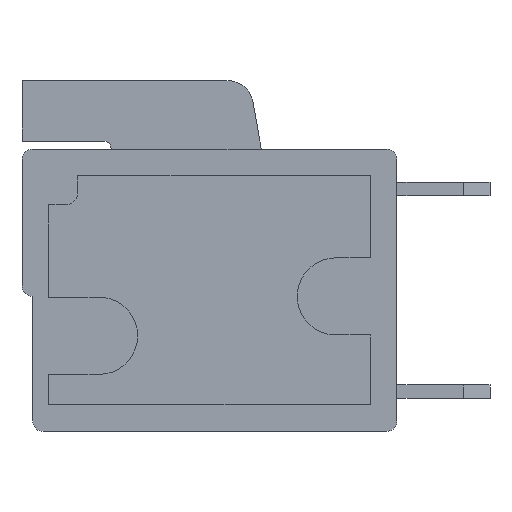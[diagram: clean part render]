
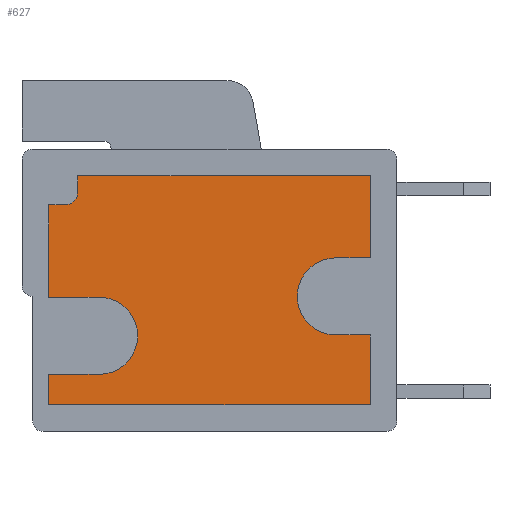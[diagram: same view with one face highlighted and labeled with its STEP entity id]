
A CAD part, left-side view. The second image highlights one B-rep face of the part: STEP entity #627.
In plain terms, the highlighted planar face has unit normal (-1, 0, 0).
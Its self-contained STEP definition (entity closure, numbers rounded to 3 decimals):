
#83 = AXIS2_PLACEMENT_3D ( 'NONE', #618, #4746, #99 ) ;
#95 = CARTESIAN_POINT ( 'NONE',  ( 1.5, 0., -8.15 ) ) ;
#99 = DIRECTION ( 'NONE',  ( 0., 0., 1. ) ) ;
#195 = VERTEX_POINT ( 'NONE', #2431 ) ;
#200 = LINE ( 'NONE', #1618, #2728 ) ;
#209 = VERTEX_POINT ( 'NONE', #829 ) ;
#212 = CARTESIAN_POINT ( 'NONE',  ( 1.5, 0., -12.2 ) ) ;
#269 = VECTOR ( 'NONE', #5355, 1000. ) ;
#288 = ORIENTED_EDGE ( 'NONE', *, *, #2507, .F. ) ;
#364 = VERTEX_POINT ( 'NONE', #1328 ) ;
#519 = ORIENTED_EDGE ( 'NONE', *, *, #3355, .F. ) ;
#547 = VERTEX_POINT ( 'NONE', #3362 ) ;
#549 = ORIENTED_EDGE ( 'NONE', *, *, #3835, .F. ) ;
#555 = DIRECTION ( 'NONE',  ( 1., 0., 0. ) ) ;
#566 = LINE ( 'NONE', #1002, #2520 ) ;
#618 = CARTESIAN_POINT ( 'NONE',  ( 1.5, 11.2, -9.6 ) ) ;
#627 = ADVANCED_FACE ( 'NONE', ( #905 ), #4219, .T. ) ;
#676 = LINE ( 'NONE', #1929, #3388 ) ;
#715 = CARTESIAN_POINT ( 'NONE',  ( 1.5, 12., -4.18 ) ) ;
#754 = CARTESIAN_POINT ( 'NONE',  ( 1.5, 1., 0. ) ) ;
#829 = CARTESIAN_POINT ( 'NONE',  ( 1.5, 12.5, -4.68 ) ) ;
#893 = VECTOR ( 'NONE', #2453, 1000. ) ;
#905 = FACE_OUTER_BOUND ( 'NONE', #5305, .T. ) ;
#912 = VERTEX_POINT ( 'NONE', #2814 ) ;
#919 = ORIENTED_EDGE ( 'NONE', *, *, #2612, .F. ) ;
#956 = DIRECTION ( 'NONE',  ( 0., -1., 0. ) ) ;
#1001 = VERTEX_POINT ( 'NONE', #2207 ) ;
#1002 = CARTESIAN_POINT ( 'NONE',  ( 1.5, 0., -11.05 ) ) ;
#1069 = VECTOR ( 'NONE', #4370, 1000. ) ;
#1121 = LINE ( 'NONE', #1946, #2974 ) ;
#1164 = VERTEX_POINT ( 'NONE', #4060 ) ;
#1169 = ORIENTED_EDGE ( 'NONE', *, *, #1610, .T. ) ;
#1276 = CARTESIAN_POINT ( 'NONE',  ( 1.5, 13.1, -12.2 ) ) ;
#1328 = CARTESIAN_POINT ( 'NONE',  ( 1.5, 13.1, -11.05 ) ) ;
#1337 = VECTOR ( 'NONE', #4692, 1000. ) ;
#1344 = DIRECTION ( 'NONE',  ( -1., 0., 0. ) ) ;
#1418 = VERTEX_POINT ( 'NONE', #2668 ) ;
#1465 = VERTEX_POINT ( 'NONE', #4289 ) ;
#1507 = EDGE_CURVE ( 'NONE', #1418, #1164, #1121, .T. ) ;
#1527 = VECTOR ( 'NONE', #4089, 1000. ) ;
#1563 = ORIENTED_EDGE ( 'NONE', *, *, #4810, .T. ) ;
#1584 = CARTESIAN_POINT ( 'NONE',  ( 1.5, 0., -3.58 ) ) ;
#1610 = EDGE_CURVE ( 'NONE', #1001, #4549, #1785, .T. ) ;
#1618 = CARTESIAN_POINT ( 'NONE',  ( 1.5, 0., -4.68 ) ) ;
#1624 = VECTOR ( 'NONE', #1670, 1000. ) ;
#1645 = VERTEX_POINT ( 'NONE', #4572 ) ;
#1670 = DIRECTION ( 'NONE',  ( 0., -1., 0. ) ) ;
#1764 = VECTOR ( 'NONE', #956, 1000. ) ;
#1767 = DIRECTION ( 'NONE',  ( 0., 0., 1. ) ) ;
#1785 = LINE ( 'NONE', #95, #1624 ) ;
#1812 = DIRECTION ( 'NONE',  ( 0., 0., 1. ) ) ;
#1827 = EDGE_CURVE ( 'NONE', #5237, #209, #4499, .T. ) ;
#1853 = ORIENTED_EDGE ( 'NONE', *, *, #4198, .F. ) ;
#1929 = CARTESIAN_POINT ( 'NONE',  ( 1.5, 0., -6.67 ) ) ;
#1946 = CARTESIAN_POINT ( 'NONE',  ( 1.5, 1., 0. ) ) ;
#1980 = CARTESIAN_POINT ( 'NONE',  ( 1.5, 0., -9.57 ) ) ;
#2122 = AXIS2_PLACEMENT_3D ( 'NONE', #4423, #555, #1812 ) ;
#2155 = VERTEX_POINT ( 'NONE', #3887 ) ;
#2160 = AXIS2_PLACEMENT_3D ( 'NONE', #4522, #2435, #1767 ) ;
#2163 = CARTESIAN_POINT ( 'NONE',  ( 1.5, 13.1, 0. ) ) ;
#2207 = CARTESIAN_POINT ( 'NONE',  ( 1.5, 13.1, -8.15 ) ) ;
#2221 = LINE ( 'NONE', #2686, #1069 ) ;
#2246 = CARTESIAN_POINT ( 'NONE',  ( 1.5, 11.2, -11.05 ) ) ;
#2257 = EDGE_CURVE ( 'NONE', #547, #1465, #4471, .T. ) ;
#2332 = LINE ( 'NONE', #1980, #1527 ) ;
#2337 = DIRECTION ( 'NONE',  ( 0., 1., 0. ) ) ;
#2365 = EDGE_CURVE ( 'NONE', #3880, #547, #3138, .T. ) ;
#2429 = ORIENTED_EDGE ( 'NONE', *, *, #1827, .T. ) ;
#2431 = CARTESIAN_POINT ( 'NONE',  ( 1.5, 12., -3.58 ) ) ;
#2435 = DIRECTION ( 'NONE',  ( -1., 0., 0. ) ) ;
#2453 = DIRECTION ( 'NONE',  ( 0., 0., -1. ) ) ;
#2498 = DIRECTION ( 'NONE',  ( 0., 0., 1. ) ) ;
#2507 = EDGE_CURVE ( 'NONE', #1001, #912, #2221, .T. ) ;
#2520 = VECTOR ( 'NONE', #4726, 1000. ) ;
#2612 = EDGE_CURVE ( 'NONE', #195, #1164, #5326, .T. ) ;
#2654 = LINE ( 'NONE', #2163, #1337 ) ;
#2668 = CARTESIAN_POINT ( 'NONE',  ( 1.5, 1., -6.67 ) ) ;
#2686 = CARTESIAN_POINT ( 'NONE',  ( 1.5, 13.1, 0. ) ) ;
#2728 = VECTOR ( 'NONE', #4864, 1000. ) ;
#2814 = CARTESIAN_POINT ( 'NONE',  ( 1.5, 13.1, -4.68 ) ) ;
#2974 = VECTOR ( 'NONE', #4893, 1000. ) ;
#3138 = LINE ( 'NONE', #212, #1764 ) ;
#3192 = AXIS2_PLACEMENT_3D ( 'NONE', #4986, #1344, #2498 ) ;
#3226 = EDGE_CURVE ( 'NONE', #2155, #1645, #4542, .T. ) ;
#3277 = DIRECTION ( 'NONE',  ( 0., 0., 1. ) ) ;
#3355 = EDGE_CURVE ( 'NONE', #364, #4253, #566, .T. ) ;
#3362 = CARTESIAN_POINT ( 'NONE',  ( 1.5, 1., -12.2 ) ) ;
#3388 = VECTOR ( 'NONE', #2337, 1000. ) ;
#3431 = ORIENTED_EDGE ( 'NONE', *, *, #5171, .T. ) ;
#3499 = ORIENTED_EDGE ( 'NONE', *, *, #2257, .T. ) ;
#3517 = CARTESIAN_POINT ( 'NONE',  ( 1.5, 11.2, -8.15 ) ) ;
#3835 = EDGE_CURVE ( 'NONE', #1418, #2155, #676, .T. ) ;
#3880 = VERTEX_POINT ( 'NONE', #1276 ) ;
#3887 = CARTESIAN_POINT ( 'NONE',  ( 1.5, 2.3, -6.67 ) ) ;
#3955 = ORIENTED_EDGE ( 'NONE', *, *, #2365, .T. ) ;
#4060 = CARTESIAN_POINT ( 'NONE',  ( 1.5, 1., -3.58 ) ) ;
#4089 = DIRECTION ( 'NONE',  ( 0., 1., 0. ) ) ;
#4134 = ORIENTED_EDGE ( 'NONE', *, *, #5168, .F. ) ;
#4161 = EDGE_CURVE ( 'NONE', #4253, #4549, #4664, .T. ) ;
#4178 = ORIENTED_EDGE ( 'NONE', *, *, #3226, .F. ) ;
#4198 = EDGE_CURVE ( 'NONE', #3880, #364, #2654, .T. ) ;
#4219 = PLANE ( 'NONE',  #3192 ) ;
#4253 = VERTEX_POINT ( 'NONE', #2246 ) ;
#4289 = CARTESIAN_POINT ( 'NONE',  ( 1.5, 1., -9.57 ) ) ;
#4370 = DIRECTION ( 'NONE',  ( 0., 0., 1. ) ) ;
#4423 = CARTESIAN_POINT ( 'NONE',  ( 1.5, 12.5, -4.18 ) ) ;
#4471 = LINE ( 'NONE', #754, #4948 ) ;
#4499 = CIRCLE ( 'NONE', #2122, 0.5 ) ;
#4522 = CARTESIAN_POINT ( 'NONE',  ( 1.5, 2.3, -8.12 ) ) ;
#4542 = CIRCLE ( 'NONE', #2160, 1.45 ) ;
#4549 = VERTEX_POINT ( 'NONE', #3517 ) ;
#4572 = CARTESIAN_POINT ( 'NONE',  ( 1.5, 2.3, -9.57 ) ) ;
#4664 = CIRCLE ( 'NONE', #83, 1.45 ) ;
#4685 = ORIENTED_EDGE ( 'NONE', *, *, #4161, .F. ) ;
#4692 = DIRECTION ( 'NONE',  ( 0., 0., 1. ) ) ;
#4726 = DIRECTION ( 'NONE',  ( 0., -1., 0. ) ) ;
#4746 = DIRECTION ( 'NONE',  ( -1., 0., 0. ) ) ;
#4810 = EDGE_CURVE ( 'NONE', #1465, #1645, #2332, .T. ) ;
#4864 = DIRECTION ( 'NONE',  ( 0., -1., 0. ) ) ;
#4888 = CARTESIAN_POINT ( 'NONE',  ( 1.5, 12., 0. ) ) ;
#4893 = DIRECTION ( 'NONE',  ( 0., 0., 1. ) ) ;
#4915 = LINE ( 'NONE', #4888, #893 ) ;
#4948 = VECTOR ( 'NONE', #3277, 1000. ) ;
#4970 = ORIENTED_EDGE ( 'NONE', *, *, #1507, .T. ) ;
#4986 = CARTESIAN_POINT ( 'NONE',  ( 1.5, 0., 0. ) ) ;
#5168 = EDGE_CURVE ( 'NONE', #912, #209, #200, .T. ) ;
#5171 = EDGE_CURVE ( 'NONE', #195, #5237, #4915, .T. ) ;
#5237 = VERTEX_POINT ( 'NONE', #715 ) ;
#5305 = EDGE_LOOP ( 'NONE', ( #3431, #2429, #4134, #288, #1169, #4685, #519, #1853, #3955, #3499, #1563, #4178, #549, #4970, #919 ) ) ;
#5326 = LINE ( 'NONE', #1584, #269 ) ;
#5355 = DIRECTION ( 'NONE',  ( 0., -1., 0. ) ) ;
